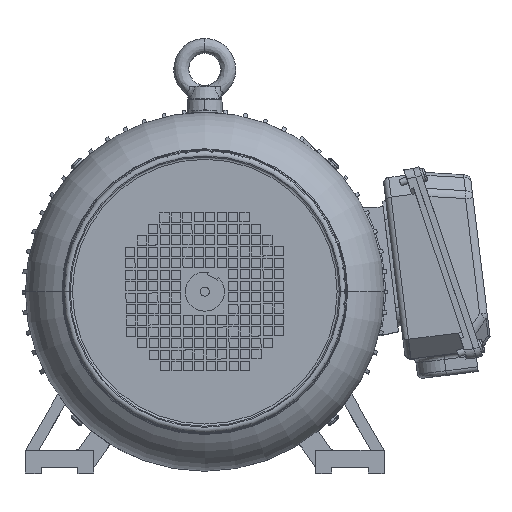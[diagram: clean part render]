
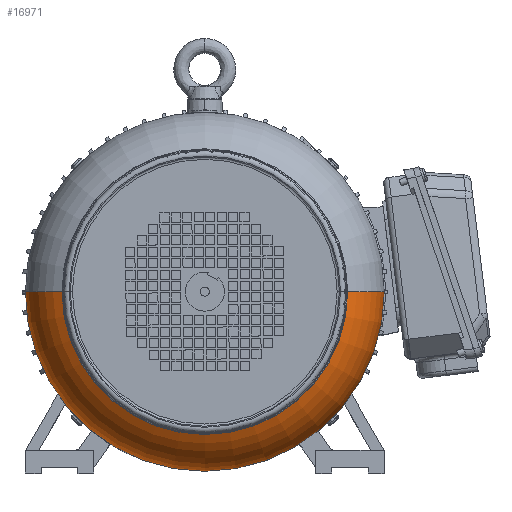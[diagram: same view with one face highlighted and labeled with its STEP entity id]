
A CAD part, top view. The second image highlights one B-rep face of the part: STEP entity #16971.
In plain terms, the highlighted toroidal (fillet/blend) face has major radius 97.5 mm and minor radius 59.5 mm.
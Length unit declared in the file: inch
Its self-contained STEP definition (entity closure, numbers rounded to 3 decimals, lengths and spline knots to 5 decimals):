
#135 = CARTESIAN_POINT ( 'NONE',  ( 3.2597, 0.12358, 7.80656 ) ) ;
#1937 = VERTEX_POINT ( 'NONE', #36191 ) ;
#3146 = CIRCLE ( 'NONE', #25537, 6.1811 ) ;
#5049 = CARTESIAN_POINT ( 'NONE',  ( -0.57888, 0.12358, 9.88287 ) ) ;
#6096 = CARTESIAN_POINT ( 'NONE',  ( -0.57888, 0.12358, 7.80656 ) ) ;
#8003 = AXIS2_PLACEMENT_3D ( 'NONE', #8216, #38227, #25947 ) ;
#8205 = ORIENTED_EDGE ( 'NONE', *, *, #40442, .F. ) ;
#8216 = CARTESIAN_POINT ( 'NONE',  ( -0.57888, 0.12358, 7.80656 ) ) ;
#9016 = DIRECTION ( 'NONE',  ( 0., 0., -1. ) ) ;
#15075 = EDGE_CURVE ( 'NONE', #48918, #27052, #59848, .T. ) ;
#16195 = CARTESIAN_POINT ( 'NONE',  ( -0.57888, 0.12358, 7.80656 ) ) ;
#16971 = ADVANCED_FACE ( 'NONE', ( #41959 ), #25357, .T. ) ;
#21943 = DIRECTION ( 'NONE',  ( 0., 0., -1. ) ) ;
#22203 = ORIENTED_EDGE ( 'NONE', *, *, #15075, .T. ) ;
#24634 = DIRECTION ( 'NONE',  ( 0., 0., -1. ) ) ;
#25357 = TOROIDAL_SURFACE ( 'NONE', #58862, 3.83858, 2.34252 ) ;
#25537 = AXIS2_PLACEMENT_3D ( 'NONE', #16195, #21943, #28253 ) ;
#25947 = DIRECTION ( 'NONE',  ( 0., 1., 0. ) ) ;
#27052 = VERTEX_POINT ( 'NONE', #61511 ) ;
#28253 = DIRECTION ( 'NONE',  ( 0., 1., 0. ) ) ;
#30522 = VERTEX_POINT ( 'NONE', #67623 ) ;
#31771 = DIRECTION ( 'NONE',  ( 0., 1., 0. ) ) ;
#33547 = CARTESIAN_POINT ( 'NONE',  ( 5.60222, 0.12358, 7.80656 ) ) ;
#36191 = CARTESIAN_POINT ( 'NONE',  ( -0.57888, -6.05752, 7.80656 ) ) ;
#37627 = AXIS2_PLACEMENT_3D ( 'NONE', #135, #31771, #62090 ) ;
#38227 = DIRECTION ( 'NONE',  ( 0., 0., -1. ) ) ;
#40442 = EDGE_CURVE ( 'NONE', #48918, #76475, #80844, .T. ) ;
#40620 = CIRCLE ( 'NONE', #48805, 2.34252 ) ;
#41959 = FACE_OUTER_BOUND ( 'NONE', #53349, .T. ) ;
#42395 = DIRECTION ( 'NONE',  ( 0., 0., -1. ) ) ;
#45269 = CARTESIAN_POINT ( 'NONE',  ( -4.41747, 0.12358, 7.80656 ) ) ;
#45814 = DIRECTION ( 'NONE',  ( 0., -1., 0. ) ) ;
#46322 = ORIENTED_EDGE ( 'NONE', *, *, #57525, .T. ) ;
#48008 = CIRCLE ( 'NONE', #8003, 6.1811 ) ;
#48805 = AXIS2_PLACEMENT_3D ( 'NONE', #45269, #45814, #9016 ) ;
#48918 = VERTEX_POINT ( 'NONE', #50126 ) ;
#50126 = CARTESIAN_POINT ( 'NONE',  ( 4.34429, 0.12358, 9.88287 ) ) ;
#53349 = EDGE_LOOP ( 'NONE', ( #8205, #22203, #46322, #66530, #57769 ) ) ;
#57525 = EDGE_CURVE ( 'NONE', #27052, #30522, #40620, .T. ) ;
#57769 = ORIENTED_EDGE ( 'NONE', *, *, #73609, .F. ) ;
#58862 = AXIS2_PLACEMENT_3D ( 'NONE', #6096, #24634, #80586 ) ;
#59848 = CIRCLE ( 'NONE', #66606, 4.92318 ) ;
#61511 = CARTESIAN_POINT ( 'NONE',  ( -5.50206, 0.12358, 9.88287 ) ) ;
#62090 = DIRECTION ( 'NONE',  ( -1., 0., 0. ) ) ;
#64791 = EDGE_CURVE ( 'NONE', #1937, #30522, #48008, .T. ) ;
#66530 = ORIENTED_EDGE ( 'NONE', *, *, #64791, .F. ) ;
#66606 = AXIS2_PLACEMENT_3D ( 'NONE', #5049, #42395, #73753 ) ;
#67623 = CARTESIAN_POINT ( 'NONE',  ( -6.75999, 0.12358, 7.80656 ) ) ;
#73609 = EDGE_CURVE ( 'NONE', #76475, #1937, #3146, .T. ) ;
#73753 = DIRECTION ( 'NONE',  ( -1., 0., 0. ) ) ;
#76475 = VERTEX_POINT ( 'NONE', #33547 ) ;
#80586 = DIRECTION ( 'NONE',  ( -1., 0., 0. ) ) ;
#80844 = CIRCLE ( 'NONE', #37627, 2.34252 ) ;
